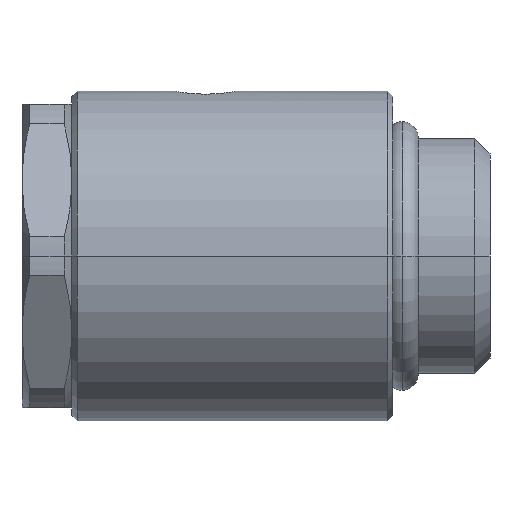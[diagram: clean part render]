
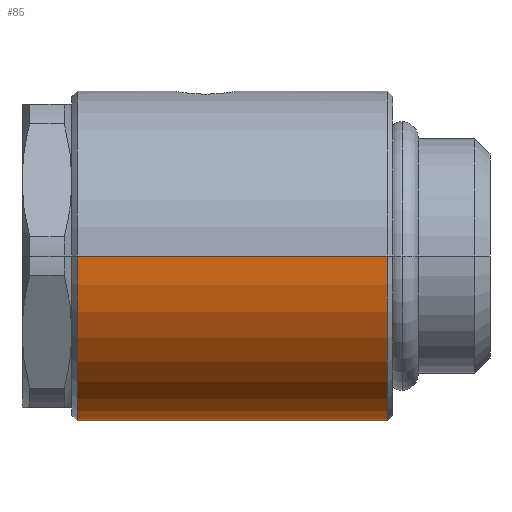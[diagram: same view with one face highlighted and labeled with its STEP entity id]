
A CAD part, left-side view. The second image highlights one B-rep face of the part: STEP entity #85.
In plain terms, the highlighted cylindrical face has radius 9.25 mm (diameter 18.5 mm), a partial arc.
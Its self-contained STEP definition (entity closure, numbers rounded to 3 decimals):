
#85=ADVANCED_FACE('',(#198),#199,.T.);
#198=FACE_OUTER_BOUND('',#418,.T.);
#199=CYLINDRICAL_SURFACE('',#419,9.25);
#418=EDGE_LOOP('',(#689,#690,#691,#692,#693,#694,#695));
#419=AXIS2_PLACEMENT_3D('',#696,#697,#698);
#689=ORIENTED_EDGE('',*,*,#1461,.F.);
#690=ORIENTED_EDGE('',*,*,#1462,.T.);
#691=ORIENTED_EDGE('',*,*,#1463,.F.);
#692=ORIENTED_EDGE('',*,*,#1458,.F.);
#693=ORIENTED_EDGE('',*,*,#1464,.F.);
#694=ORIENTED_EDGE('',*,*,#1465,.T.);
#695=ORIENTED_EDGE('',*,*,#1466,.T.);
#696=CARTESIAN_POINT('',(0.0,9.0,0.0));
#697=DIRECTION('',(-0.0,1.0,0.0));
#698=DIRECTION('',(1.0,0.0,0.0));
#1458=EDGE_CURVE('',#1758,#1761,#1762,.T.);
#1461=EDGE_CURVE('',#1766,#1767,#1768,.T.);
#1462=EDGE_CURVE('',#1766,#1769,#1770,.T.);
#1463=EDGE_CURVE('',#1761,#1769,#1771,.T.);
#1464=EDGE_CURVE('',#1772,#1758,#1773,.T.);
#1465=EDGE_CURVE('',#1772,#1774,#1775,.T.);
#1466=EDGE_CURVE('',#1774,#1767,#1776,.T.);
#1758=VERTEX_POINT('',#2218);
#1761=VERTEX_POINT('',#2222);
#1762=CIRCLE('',#2223,9.25);
#1766=VERTEX_POINT('',#2228);
#1767=VERTEX_POINT('',#2229);
#1768=LINE('',#2230,#2231);
#1769=VERTEX_POINT('',#2232);
#1770=CIRCLE('',#2233,9.25);
#1771=LINE('',#2234,#2235);
#1772=VERTEX_POINT('',#2236);
#1773=LINE('',#2237,#2238);
#1774=VERTEX_POINT('',#2239);
#1775=B_SPLINE_CURVE_WITH_KNOTS('',3,(#2240,#2241,#2242,#2243,#2244,#2245,#2246,#2247,#2248,#2249,#2250,#2251,#2252,#2253,#2254,#2255,#2256,#2257),.UNSPECIFIED.,.F.,.F.,(4,2,2,2,2,2,2,2,4),(28.688,29.877,31.066,32.255,33.444,34.645,35.847,37.048,38.25),.UNSPECIFIED.);
#1776=B_SPLINE_CURVE_WITH_KNOTS('',3,(#2258,#2259,#2260,#2261,#2262,#2263,#2264,#2265,#2266,#2267,#2268,#2269,#2270,#2271,#2272,#2273,#2274,#2275),.UNSPECIFIED.,.F.,.F.,(4,2,2,2,2,2,2,2,4),(38.25,39.452,40.653,41.855,43.056,44.245,45.434,46.623,47.813),.UNSPECIFIED.);
#2218=CARTESIAN_POINT('',(9.25,17.7,0.0));
#2222=CARTESIAN_POINT('',(-9.25,17.7,0.));
#2223=AXIS2_PLACEMENT_3D('',#3077,#3078,#3079);
#2228=CARTESIAN_POINT('',(9.25,0.3,0.0));
#2229=CARTESIAN_POINT('',(9.25,4.4,0.));
#2230=CARTESIAN_POINT('',(9.25,9.0,0.));
#2231=VECTOR('',#3084,1.0);
#2232=CARTESIAN_POINT('',(-9.25,0.3,0.));
#2233=AXIS2_PLACEMENT_3D('',#3085,#3086,#3087);
#2234=CARTESIAN_POINT('',(-9.25,9.0,0.));
#2235=VECTOR('',#3088,1.0);
#2236=CARTESIAN_POINT('',(9.25,16.6,0.0));
#2237=CARTESIAN_POINT('',(9.25,9.0,0.));
#2238=VECTOR('',#3089,1.0);
#2239=CARTESIAN_POINT('',(6.954,10.5,-6.1));
#2240=CARTESIAN_POINT('',(9.25,16.6,0.));
#2241=CARTESIAN_POINT('',(9.25,16.6,-0.396));
#2242=CARTESIAN_POINT('',(9.224,16.561,-0.802));
#2243=CARTESIAN_POINT('',(9.119,16.4,-1.602));
#2244=CARTESIAN_POINT('',(9.04,16.278,-1.996));
#2245=CARTESIAN_POINT('',(8.842,15.963,-2.745));
#2246=CARTESIAN_POINT('',(8.722,15.768,-3.1));
#2247=CARTESIAN_POINT('',(8.462,15.325,-3.753));
#2248=CARTESIAN_POINT('',(8.321,15.076,-4.051));
#2249=CARTESIAN_POINT('',(8.043,14.548,-4.579));
#2250=CARTESIAN_POINT('',(7.894,14.249,-4.828));
#2251=CARTESIAN_POINT('',(7.606,13.596,-5.271));
#2252=CARTESIAN_POINT('',(7.466,13.242,-5.464));
#2253=CARTESIAN_POINT('',(7.226,12.498,-5.778));
#2254=CARTESIAN_POINT('',(7.126,12.106,-5.899));
#2255=CARTESIAN_POINT('',(6.989,11.308,-6.06));
#2256=CARTESIAN_POINT('',(6.954,10.901,-6.1));
#2257=CARTESIAN_POINT('',(6.954,10.5,-6.1));
#2258=CARTESIAN_POINT('',(6.954,10.5,-6.1));
#2259=CARTESIAN_POINT('',(6.954,10.099,-6.1));
#2260=CARTESIAN_POINT('',(6.989,9.692,-6.06));
#2261=CARTESIAN_POINT('',(7.126,8.894,-5.899));
#2262=CARTESIAN_POINT('',(7.226,8.502,-5.778));
#2263=CARTESIAN_POINT('',(7.466,7.758,-5.464));
#2264=CARTESIAN_POINT('',(7.606,7.404,-5.271));
#2265=CARTESIAN_POINT('',(7.894,6.751,-4.828));
#2266=CARTESIAN_POINT('',(8.043,6.452,-4.579));
#2267=CARTESIAN_POINT('',(8.321,5.924,-4.051));
#2268=CARTESIAN_POINT('',(8.462,5.675,-3.753));
#2269=CARTESIAN_POINT('',(8.722,5.232,-3.1));
#2270=CARTESIAN_POINT('',(8.842,5.037,-2.745));
#2271=CARTESIAN_POINT('',(9.04,4.722,-1.996));
#2272=CARTESIAN_POINT('',(9.119,4.6,-1.602));
#2273=CARTESIAN_POINT('',(9.224,4.439,-0.802));
#2274=CARTESIAN_POINT('',(9.25,4.4,-0.396));
#2275=CARTESIAN_POINT('',(9.25,4.4,0.));
#3077=CARTESIAN_POINT('',(0.0,17.7,0.0));
#3078=DIRECTION('',(-0.0,1.0,0.0));
#3079=DIRECTION('',(1.0,0.0,0.0));
#3084=DIRECTION('',(0.0,1.0,0.0));
#3085=CARTESIAN_POINT('',(0.0,0.3,0.0));
#3086=DIRECTION('',(-0.0,1.0,0.0));
#3087=DIRECTION('',(1.0,0.0,0.0));
#3088=DIRECTION('',(-0.0,-1.0,-0.0));
#3089=DIRECTION('',(0.0,1.0,0.0));
